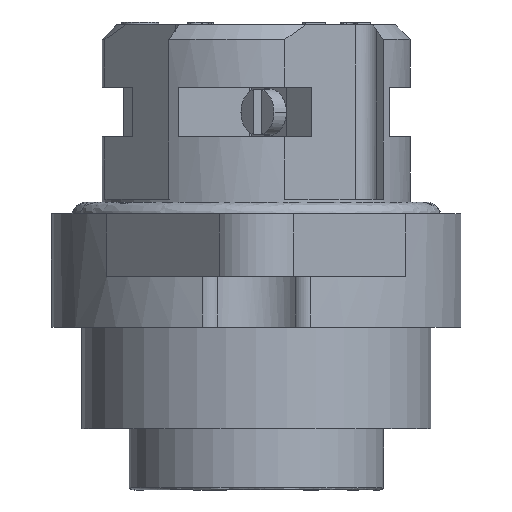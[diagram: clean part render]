
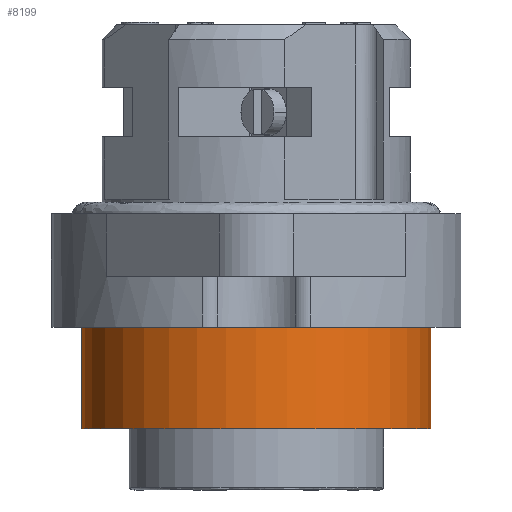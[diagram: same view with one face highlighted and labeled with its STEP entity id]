
A CAD part, front view. The second image highlights one B-rep face of the part: STEP entity #8199.
In plain terms, the highlighted cylindrical face has radius 12 mm (diameter 24 mm), a partial arc.
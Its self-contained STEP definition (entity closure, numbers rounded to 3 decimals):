
#470 = CARTESIAN_POINT ( 'NONE',  ( 12., 0., -10.8 ) ) ;
#1371 = VERTEX_POINT ( 'NONE', #5581 ) ;
#1411 = CARTESIAN_POINT ( 'NONE',  ( 0., 0., -3.8 ) ) ;
#1894 = EDGE_CURVE ( 'NONE', #7191, #3197, #12856, .T. ) ;
#1941 = DIRECTION ( 'NONE',  ( 0., 0., -1. ) ) ;
#1998 = CARTESIAN_POINT ( 'NONE',  ( 0., 0., -10.8 ) ) ;
#2169 = ORIENTED_EDGE ( 'NONE', *, *, #9219, .F. ) ;
#2275 = CARTESIAN_POINT ( 'NONE',  ( -12., 0., -3.8 ) ) ;
#2504 = DIRECTION ( 'NONE',  ( 1., 0., 0. ) ) ;
#2773 = VERTEX_POINT ( 'NONE', #2275 ) ;
#3139 = DIRECTION ( 'NONE',  ( 1., 0., 0. ) ) ;
#3158 = CARTESIAN_POINT ( 'NONE',  ( -12., 0., -48.941 ) ) ;
#3197 = VERTEX_POINT ( 'NONE', #14216 ) ;
#4990 = DIRECTION ( 'NONE',  ( 0., 0., 1. ) ) ;
#5451 = DIRECTION ( 'NONE',  ( 0., 0., 1. ) ) ;
#5581 = CARTESIAN_POINT ( 'NONE',  ( 0., -12., -3.8 ) ) ;
#5816 = CIRCLE ( 'NONE', #13446, 12. ) ;
#6100 = CARTESIAN_POINT ( 'NONE',  ( 0., 0., -48.941 ) ) ;
#6168 = EDGE_CURVE ( 'NONE', #3197, #1371, #5816, .T. ) ;
#6212 = AXIS2_PLACEMENT_3D ( 'NONE', #1998, #9924, #3139 ) ;
#7191 = VERTEX_POINT ( 'NONE', #470 ) ;
#7530 = ORIENTED_EDGE ( 'NONE', *, *, #10058, .T. ) ;
#7886 = VECTOR ( 'NONE', #5451, 1000. ) ;
#8199 = ADVANCED_FACE ( 'NONE', ( #14180 ), #10759, .T. ) ;
#8660 = CARTESIAN_POINT ( 'NONE',  ( -12., 0., -10.8 ) ) ;
#8739 = CARTESIAN_POINT ( 'NONE',  ( 0., 0., -3.8 ) ) ;
#9208 = ORIENTED_EDGE ( 'NONE', *, *, #1894, .T. ) ;
#9219 = EDGE_CURVE ( 'NONE', #14063, #2773, #13970, .T. ) ;
#9313 = DIRECTION ( 'NONE',  ( 0., 0., -1. ) ) ;
#9658 = EDGE_CURVE ( 'NONE', #7191, #14063, #13432, .T. ) ;
#9872 = DIRECTION ( 'NONE',  ( 1., 0., 0. ) ) ;
#9924 = DIRECTION ( 'NONE',  ( 0., 0., -1. ) ) ;
#10039 = CIRCLE ( 'NONE', #10468, 12. ) ;
#10058 = EDGE_CURVE ( 'NONE', #1371, #2773, #10039, .T. ) ;
#10468 = AXIS2_PLACEMENT_3D ( 'NONE', #8739, #1941, #9872 ) ;
#10759 = CYLINDRICAL_SURFACE ( 'NONE', #13272, 12. ) ;
#11661 = ORIENTED_EDGE ( 'NONE', *, *, #6168, .T. ) ;
#11738 = DIRECTION ( 'NONE',  ( 1., 0., 0. ) ) ;
#12220 = ORIENTED_EDGE ( 'NONE', *, *, #9658, .F. ) ;
#12476 = VECTOR ( 'NONE', #12688, 1000. ) ;
#12518 = CARTESIAN_POINT ( 'NONE',  ( 12., 0., -48.941 ) ) ;
#12651 = EDGE_LOOP ( 'NONE', ( #2169, #12220, #9208, #11661, #7530 ) ) ;
#12688 = DIRECTION ( 'NONE',  ( 0., 0., 1. ) ) ;
#12856 = LINE ( 'NONE', #12518, #12476 ) ;
#13272 = AXIS2_PLACEMENT_3D ( 'NONE', #6100, #4990, #11738 ) ;
#13432 = CIRCLE ( 'NONE', #6212, 12. ) ;
#13446 = AXIS2_PLACEMENT_3D ( 'NONE', #1411, #9313, #2504 ) ;
#13970 = LINE ( 'NONE', #3158, #7886 ) ;
#14063 = VERTEX_POINT ( 'NONE', #8660 ) ;
#14180 = FACE_OUTER_BOUND ( 'NONE', #12651, .T. ) ;
#14216 = CARTESIAN_POINT ( 'NONE',  ( 12., 0., -3.8 ) ) ;
